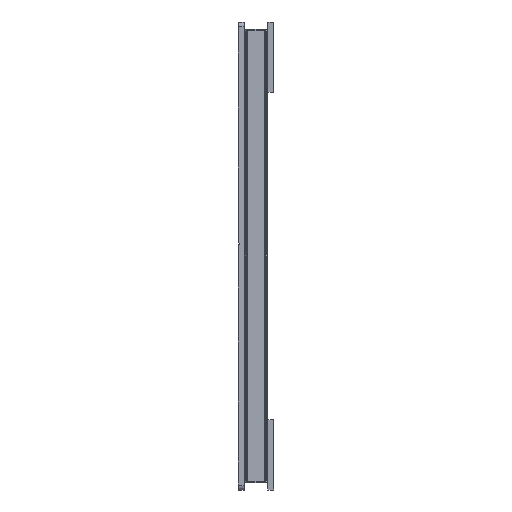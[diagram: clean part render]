
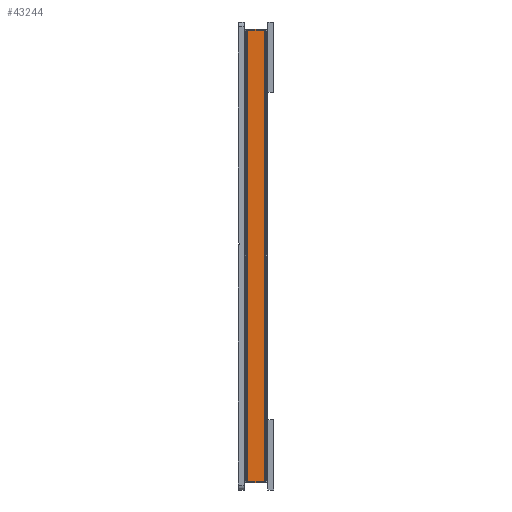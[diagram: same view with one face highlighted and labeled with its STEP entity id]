
A CAD part, left-side view. The second image highlights one B-rep face of the part: STEP entity #43244.
In plain terms, the highlighted planar face has unit normal (-1, 0, 0).
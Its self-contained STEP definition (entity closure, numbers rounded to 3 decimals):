
#43205=CARTESIAN_POINT('Axis2P3D Location',(1830.,-1615.,480.)) ;
#43210=CARTESIAN_POINT('Line Origine',(1830.,-1575.,2420.)) ;
#43214=CARTESIAN_POINT('Vertex',(1830.,-1615.,2420.)) ;
#43216=CARTESIAN_POINT('Vertex',(1830.,-1535.,2420.)) ;
#43219=CARTESIAN_POINT('Line Origine',(1830.,-1535.,1450.)) ;
#43223=CARTESIAN_POINT('Vertex',(1830.,-1535.,480.)) ;
#43226=CARTESIAN_POINT('Line Origine',(1830.,-1575.,480.)) ;
#43230=CARTESIAN_POINT('Vertex',(1830.,-1615.,480.)) ;
#43233=CARTESIAN_POINT('Line Origine',(1830.,-1615.,1450.)) ;
#43206=DIRECTION('Axis2P3D Direction',(1.,0.,0.)) ;
#43207=DIRECTION('Axis2P3D XDirection',(0.,1.,0.)) ;
#43211=DIRECTION('Vector Direction',(0.,1.,0.)) ;
#43220=DIRECTION('Vector Direction',(0.,0.,1.)) ;
#43227=DIRECTION('Vector Direction',(0.,1.,0.)) ;
#43234=DIRECTION('Vector Direction',(0.,0.,1.)) ;
#43208=AXIS2_PLACEMENT_3D('Plane Axis2P3D',#43205,#43206,#43207) ;
#43239=ORIENTED_EDGE('',*,*,#43218,.T.) ;
#43240=ORIENTED_EDGE('',*,*,#43225,.F.) ;
#43241=ORIENTED_EDGE('',*,*,#43232,.F.) ;
#43242=ORIENTED_EDGE('',*,*,#43237,.T.) ;
#43212=VECTOR('Line Direction',#43211,1.) ;
#43221=VECTOR('Line Direction',#43220,1.) ;
#43228=VECTOR('Line Direction',#43227,1.) ;
#43235=VECTOR('Line Direction',#43234,1.) ;
#43244=ADVANCED_FACE('\X2\51E04F554F53\X0\.16',(#43243),#43209,.F.) ;
#43218=EDGE_CURVE('',#43215,#43217,#43213,.T.) ;
#43225=EDGE_CURVE('',#43224,#43217,#43222,.T.) ;
#43232=EDGE_CURVE('',#43231,#43224,#43229,.T.) ;
#43237=EDGE_CURVE('',#43231,#43215,#43236,.T.) ;
#43238=EDGE_LOOP('',(#43239,#43240,#43241,#43242)) ;
#43243=FACE_OUTER_BOUND('',#43238,.T.) ;
#43213=LINE('Line',#43210,#43212) ;
#43222=LINE('Line',#43219,#43221) ;
#43229=LINE('Line',#43226,#43228) ;
#43236=LINE('Line',#43233,#43235) ;
#43209=PLANE('',#43208) ;
#43215=VERTEX_POINT('',#43214) ;
#43217=VERTEX_POINT('',#43216) ;
#43224=VERTEX_POINT('',#43223) ;
#43231=VERTEX_POINT('',#43230) ;
